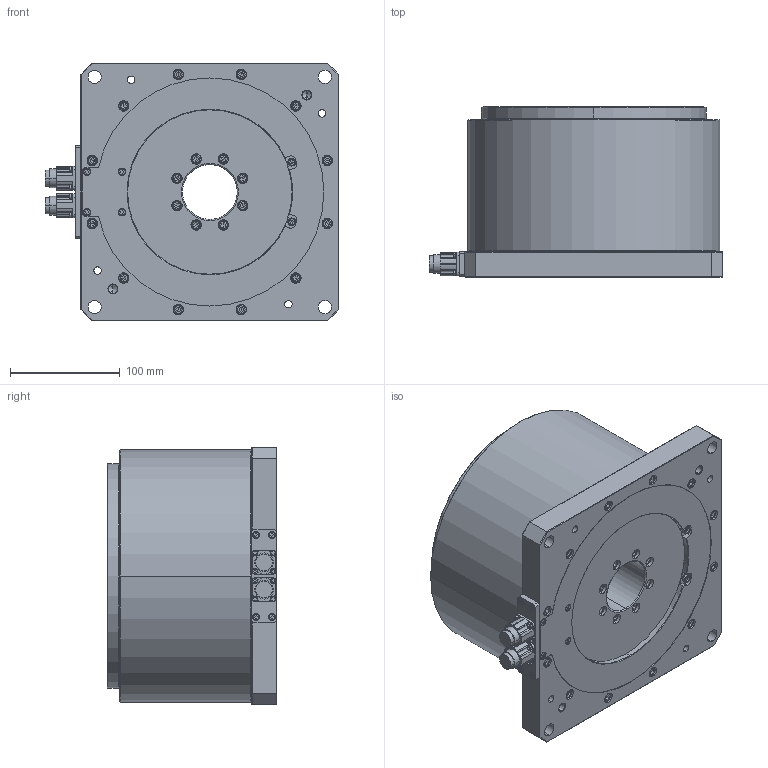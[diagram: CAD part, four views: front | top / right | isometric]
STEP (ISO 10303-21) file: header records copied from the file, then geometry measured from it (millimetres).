
FILE_DESCRIPTION (( 'STEP AP203' ), '1' );
FILE_NAME ('T19B04A1_DMN9AKH.STEP', '2019-11-12T03:48:30', ( '' ), ( '' ), 'SwSTEP 2.0', 'SolidWorks 2015', '' );
FILE_SCHEMA (( 'CONFIG_CONTROL_DESIGN' ));
Length unit declared in the file: millimetre
Products named in the file (1): T19B04A1_DMN9AKH
Bounding box: 267.5 x 155 x 235 mm (x, y, z)
Volume: 6078218.6 mm3; surface area: 286062.5 mm2
Topology: 1 solids, 35 shells, 1358 faces, 3275 edges, 2048 vertices
Faces by surface type: plane 586, cylinder 430, cone 254, bspline 76, torus 12
Entity records: 40446 total; most frequent: CARTESIAN_POINT 9176, DIRECTION 6601, ORIENTED_EDGE 6318, EDGE_CURVE 3159, AXIS2_PLACEMENT_3D 2499, VERTEX_POINT 2048, LINE 1603, VECTOR 1603
